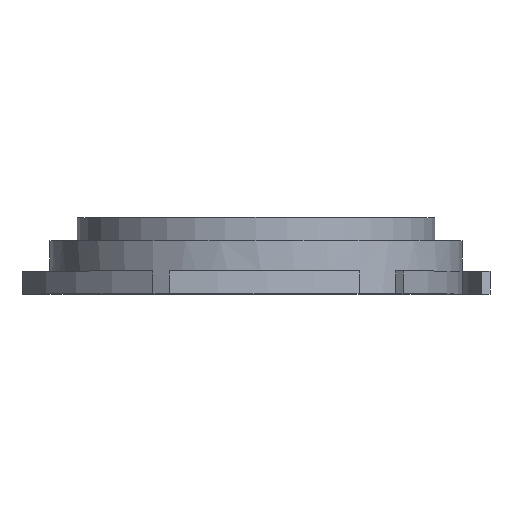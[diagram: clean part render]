
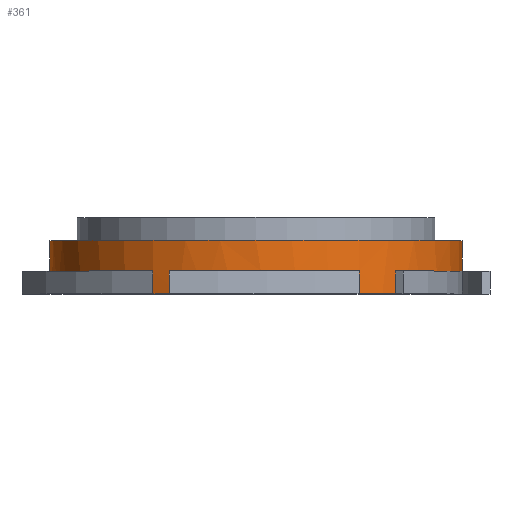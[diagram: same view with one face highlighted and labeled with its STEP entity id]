
A CAD part, top view. The second image highlights one B-rep face of the part: STEP entity #361.
In plain terms, the highlighted cylindrical face has radius 27 mm (diameter 54 mm), a partial arc.
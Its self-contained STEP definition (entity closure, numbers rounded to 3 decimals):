
#10 = VECTOR ( 'NONE', #351, 1000. ) ;
#16 = EDGE_CURVE ( 'NONE', #671, #1407, #142, .T. ) ;
#20 = EDGE_CURVE ( 'NONE', #286, #335, #1311, .T. ) ;
#23 = CARTESIAN_POINT ( 'NONE',  ( 0., -7., 0. ) ) ;
#56 = CIRCLE ( 'NONE', #944, 27. ) ;
#66 = VERTEX_POINT ( 'NONE', #527 ) ;
#74 = VECTOR ( 'NONE', #749, 1000. ) ;
#86 = CARTESIAN_POINT ( 'NONE',  ( 0., -7., 0. ) ) ;
#91 = CARTESIAN_POINT ( 'NONE',  ( 23.688, -7., 12.957 ) ) ;
#103 = VERTEX_POINT ( 'NONE', #91 ) ;
#106 = VERTEX_POINT ( 'NONE', #1081 ) ;
#132 = LINE ( 'NONE', #1273, #10 ) ;
#142 = CIRCLE ( 'NONE', #1041, 27. ) ;
#167 = VECTOR ( 'NONE', #401, 1000. ) ;
#172 = LINE ( 'NONE', #615, #1047 ) ;
#173 = ORIENTED_EDGE ( 'NONE', *, *, #1057, .F. ) ;
#177 = DIRECTION ( 'NONE',  ( 0., 1., 0. ) ) ;
#205 = ORIENTED_EDGE ( 'NONE', *, *, #1372, .T. ) ;
#206 = VERTEX_POINT ( 'NONE', #1029 ) ;
#216 = EDGE_CURVE ( 'NONE', #442, #495, #918, .T. ) ;
#222 = DIRECTION ( 'NONE',  ( 0., -1., 0. ) ) ;
#233 = DIRECTION ( 'NONE',  ( 1., 0., 0. ) ) ;
#238 = CARTESIAN_POINT ( 'NONE',  ( -27., -3., 0. ) ) ;
#248 = CARTESIAN_POINT ( 'NONE',  ( -23.065, -10., 14.036 ) ) ;
#286 = VERTEX_POINT ( 'NONE', #1177 ) ;
#287 = CARTESIAN_POINT ( 'NONE',  ( -23.065, -10., 14.036 ) ) ;
#322 = EDGE_CURVE ( 'NONE', #103, #1223, #895, .T. ) ;
#324 = DIRECTION ( 'NONE',  ( -1., 0., 0. ) ) ;
#335 = VERTEX_POINT ( 'NONE', #1380 ) ;
#336 = DIRECTION ( 'NONE',  ( 0., -1., 0. ) ) ;
#345 = AXIS2_PLACEMENT_3D ( 'NONE', #828, #837, #491 ) ;
#349 = DIRECTION ( 'NONE',  ( 0., 1., 0. ) ) ;
#351 = DIRECTION ( 'NONE',  ( 0., 1., 0. ) ) ;
#356 = DIRECTION ( 'NONE',  ( 0., 1., 0. ) ) ;
#361 = ADVANCED_FACE ( 'NONE', ( #1414 ), #726, .T. ) ;
#362 = ORIENTED_EDGE ( 'NONE', *, *, #1413, .T. ) ;
#364 = ORIENTED_EDGE ( 'NONE', *, *, #1218, .T. ) ;
#368 = VECTOR ( 'NONE', #356, 1000. ) ;
#373 = ORIENTED_EDGE ( 'NONE', *, *, #710, .T. ) ;
#390 = VECTOR ( 'NONE', #177, 1000. ) ;
#401 = DIRECTION ( 'NONE',  ( 0., 1., 0. ) ) ;
#423 = CARTESIAN_POINT ( 'NONE',  ( 0., -3., 0. ) ) ;
#438 = CARTESIAN_POINT ( 'NONE',  ( -13.5, -10., 23.383 ) ) ;
#442 = VERTEX_POINT ( 'NONE', #575 ) ;
#444 = VERTEX_POINT ( 'NONE', #1261 ) ;
#465 = AXIS2_PLACEMENT_3D ( 'NONE', #423, #1086, #856 ) ;
#468 = VECTOR ( 'NONE', #349, 1000. ) ;
#491 = DIRECTION ( 'NONE',  ( -1., 0., 0. ) ) ;
#495 = VERTEX_POINT ( 'NONE', #238 ) ;
#514 = CARTESIAN_POINT ( 'NONE',  ( 13.5, -10., 23.383 ) ) ;
#527 = CARTESIAN_POINT ( 'NONE',  ( 27., -3., 0. ) ) ;
#537 = DIRECTION ( 'NONE',  ( 0., 1., 0. ) ) ;
#538 = CARTESIAN_POINT ( 'NONE',  ( 23.688, -10., 12.957 ) ) ;
#546 = EDGE_LOOP ( 'NONE', ( #935, #362, #1324, #1115, #173, #732, #373, #798, #959, #713, #669, #364, #729, #636, #205 ) ) ;
#547 = CARTESIAN_POINT ( 'NONE',  ( 27., -7., 0. ) ) ;
#554 = CIRCLE ( 'NONE', #465, 27. ) ;
#557 = DIRECTION ( 'NONE',  ( 1., 0., 0. ) ) ;
#575 = CARTESIAN_POINT ( 'NONE',  ( -27., -7., 0. ) ) ;
#581 = EDGE_CURVE ( 'NONE', #1152, #645, #693, .T. ) ;
#591 = DIRECTION ( 'NONE',  ( 1., 0., 0. ) ) ;
#615 = CARTESIAN_POINT ( 'NONE',  ( 0.623, -10., 26.993 ) ) ;
#636 = ORIENTED_EDGE ( 'NONE', *, *, #20, .F. ) ;
#645 = VERTEX_POINT ( 'NONE', #1290 ) ;
#666 = VECTOR ( 'NONE', #803, 1000. ) ;
#669 = ORIENTED_EDGE ( 'NONE', *, *, #861, .T. ) ;
#671 = VERTEX_POINT ( 'NONE', #957 ) ;
#693 = CIRCLE ( 'NONE', #821, 27. ) ;
#710 = EDGE_CURVE ( 'NONE', #1152, #444, #976, .T. ) ;
#713 = ORIENTED_EDGE ( 'NONE', *, *, #16, .F. ) ;
#726 = CYLINDRICAL_SURFACE ( 'NONE', #1091, 27. ) ;
#729 = ORIENTED_EDGE ( 'NONE', *, *, #811, .F. ) ;
#732 = ORIENTED_EDGE ( 'NONE', *, *, #581, .F. ) ;
#748 = DIRECTION ( 'NONE',  ( 0., 1., 0. ) ) ;
#749 = DIRECTION ( 'NONE',  ( 0., 1., 0. ) ) ;
#784 = DIRECTION ( 'NONE',  ( 0., -1., 0. ) ) ;
#796 = AXIS2_PLACEMENT_3D ( 'NONE', #23, #537, #906 ) ;
#798 = ORIENTED_EDGE ( 'NONE', *, *, #984, .T. ) ;
#803 = DIRECTION ( 'NONE',  ( 0., 1., 0. ) ) ;
#811 = EDGE_CURVE ( 'NONE', #335, #206, #993, .T. ) ;
#821 = AXIS2_PLACEMENT_3D ( 'NONE', #1128, #784, #591 ) ;
#825 = CARTESIAN_POINT ( 'NONE',  ( 0.623, -7., 26.993 ) ) ;
#828 = CARTESIAN_POINT ( 'NONE',  ( 0., -7., 0. ) ) ;
#837 = DIRECTION ( 'NONE',  ( 0., 1., 0. ) ) ;
#856 = DIRECTION ( 'NONE',  ( -1., 0., 0. ) ) ;
#861 = EDGE_CURVE ( 'NONE', #671, #1424, #172, .T. ) ;
#877 = EDGE_CURVE ( 'NONE', #1407, #106, #1121, .T. ) ;
#895 = CIRCLE ( 'NONE', #345, 27. ) ;
#906 = DIRECTION ( 'NONE',  ( -1., 0., 0. ) ) ;
#918 = LINE ( 'NONE', #1364, #666 ) ;
#935 = ORIENTED_EDGE ( 'NONE', *, *, #322, .T. ) ;
#944 = AXIS2_PLACEMENT_3D ( 'NONE', #986, #1005, #324 ) ;
#957 = CARTESIAN_POINT ( 'NONE',  ( 0.623, -10., 26.993 ) ) ;
#959 = ORIENTED_EDGE ( 'NONE', *, *, #877, .F. ) ;
#967 = AXIS2_PLACEMENT_3D ( 'NONE', #1349, #336, #233 ) ;
#976 = LINE ( 'NONE', #287, #390 ) ;
#984 = EDGE_CURVE ( 'NONE', #444, #106, #1432, .T. ) ;
#986 = CARTESIAN_POINT ( 'NONE',  ( 0., -7., 0. ) ) ;
#993 = LINE ( 'NONE', #514, #167 ) ;
#1005 = DIRECTION ( 'NONE',  ( 0., 1., 0. ) ) ;
#1029 = CARTESIAN_POINT ( 'NONE',  ( 13.5, -7., 23.383 ) ) ;
#1041 = AXIS2_PLACEMENT_3D ( 'NONE', #1375, #222, #557 ) ;
#1047 = VECTOR ( 'NONE', #1084, 1000. ) ;
#1057 = EDGE_CURVE ( 'NONE', #645, #442, #1382, .T. ) ;
#1074 = DIRECTION ( 'NONE',  ( -1., 0., 0. ) ) ;
#1081 = CARTESIAN_POINT ( 'NONE',  ( -13.5, -7., 23.383 ) ) ;
#1084 = DIRECTION ( 'NONE',  ( 0., 1., 0. ) ) ;
#1086 = DIRECTION ( 'NONE',  ( 0., 1., 0. ) ) ;
#1091 = AXIS2_PLACEMENT_3D ( 'NONE', #86, #748, #1074 ) ;
#1115 = ORIENTED_EDGE ( 'NONE', *, *, #216, .F. ) ;
#1121 = LINE ( 'NONE', #438, #468 ) ;
#1128 = CARTESIAN_POINT ( 'NONE',  ( 0., -10., 0. ) ) ;
#1152 = VERTEX_POINT ( 'NONE', #248 ) ;
#1157 = CARTESIAN_POINT ( 'NONE',  ( -27., -10., 0. ) ) ;
#1177 = CARTESIAN_POINT ( 'NONE',  ( 23.688, -10., 12.957 ) ) ;
#1195 = LINE ( 'NONE', #538, #74 ) ;
#1218 = EDGE_CURVE ( 'NONE', #1424, #206, #56, .T. ) ;
#1223 = VERTEX_POINT ( 'NONE', #547 ) ;
#1261 = CARTESIAN_POINT ( 'NONE',  ( -23.065, -7., 14.036 ) ) ;
#1273 = CARTESIAN_POINT ( 'NONE',  ( 27., -7., 0. ) ) ;
#1279 = CARTESIAN_POINT ( 'NONE',  ( -13.5, -10., 23.383 ) ) ;
#1290 = CARTESIAN_POINT ( 'NONE',  ( -27., -10., 0. ) ) ;
#1311 = CIRCLE ( 'NONE', #967, 27. ) ;
#1324 = ORIENTED_EDGE ( 'NONE', *, *, #1390, .F. ) ;
#1349 = CARTESIAN_POINT ( 'NONE',  ( 0., -10., 0. ) ) ;
#1364 = CARTESIAN_POINT ( 'NONE',  ( -27., -7., 0. ) ) ;
#1372 = EDGE_CURVE ( 'NONE', #286, #103, #1195, .T. ) ;
#1375 = CARTESIAN_POINT ( 'NONE',  ( 0., -10., 0. ) ) ;
#1380 = CARTESIAN_POINT ( 'NONE',  ( 13.5, -10., 23.383 ) ) ;
#1382 = LINE ( 'NONE', #1157, #368 ) ;
#1390 = EDGE_CURVE ( 'NONE', #495, #66, #554, .T. ) ;
#1407 = VERTEX_POINT ( 'NONE', #1279 ) ;
#1413 = EDGE_CURVE ( 'NONE', #1223, #66, #132, .T. ) ;
#1414 = FACE_OUTER_BOUND ( 'NONE', #546, .T. ) ;
#1424 = VERTEX_POINT ( 'NONE', #825 ) ;
#1432 = CIRCLE ( 'NONE', #796, 27. ) ;
